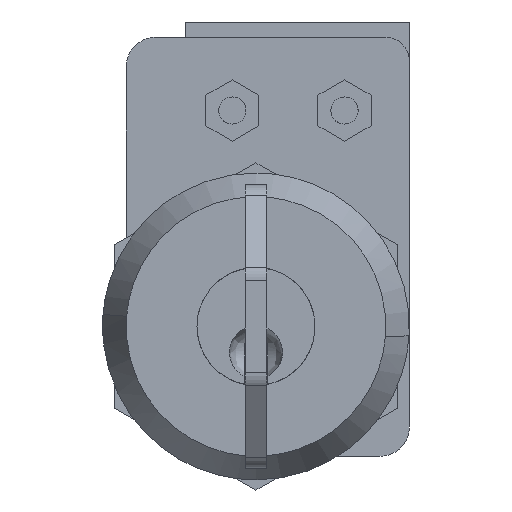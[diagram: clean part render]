
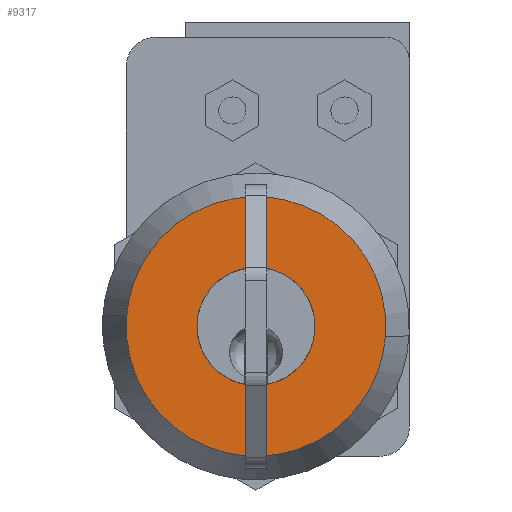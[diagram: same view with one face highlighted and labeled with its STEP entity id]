
A CAD part, front view. The second image highlights one B-rep face of the part: STEP entity #9317.
In plain terms, the highlighted free-form (B-spline) face has degree [1, 1] with [2, 2] control points.
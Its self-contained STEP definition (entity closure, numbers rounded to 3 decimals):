
#8785=CARTESIAN_POINT('',(0.,-4.961,0.621));
#8786=VERTEX_POINT('',#8785);
#8792=CARTESIAN_POINT('',(0.0,0.0,5.0));
#8793=VERTEX_POINT('',#8792);
#8794=CARTESIAN_POINT('',(0.,-4.961,0.621));
#8795=CARTESIAN_POINT('',(0.0,-4.413,5.));
#8796=CARTESIAN_POINT('',(0.0,0.0,5.0));
#8804=(BOUNDED_CURVE()B_SPLINE_CURVE(2,(#8794,#8795,#8796),.UNSPECIFIED.,.F.,.U.)B_SPLINE_CURVE_WITH_KNOTS((3,3),(0.271,0.5),.UNSPECIFIED.)CURVE()GEOMETRIC_REPRESENTATION_ITEM()RATIONAL_B_SPLINE_CURVE((0.954,0.732,1.0))REPRESENTATION_ITEM(''));
#8805=EDGE_CURVE('',#8786,#8793,#8804,.T.);
#8807=CARTESIAN_POINT('',(0.,5.,-0.044));
#8808=VERTEX_POINT('',#8807);
#8809=CARTESIAN_POINT('',(0.0,0.0,5.0));
#8810=CARTESIAN_POINT('',(0.0,5.,5.));
#8811=CARTESIAN_POINT('',(0.0,5.0,0.0));
#8812=CARTESIAN_POINT('',(0.0,5.0,-0.022));
#8813=CARTESIAN_POINT('',(0.,5.,-0.044));
#8821=(BOUNDED_CURVE()B_SPLINE_CURVE(2,(#8809,#8810,#8811,#8812,#8813),.UNSPECIFIED.,.F.,.U.)B_SPLINE_CURVE_WITH_KNOTS((3,2,3),(0.5,0.75,0.752),.UNSPECIFIED.)CURVE()GEOMETRIC_REPRESENTATION_ITEM()RATIONAL_B_SPLINE_CURVE((1.0,0.707,1.0,0.998,0.996))REPRESENTATION_ITEM(''));
#8822=EDGE_CURVE('',#8793,#8808,#8821,.T.);
#8902=CARTESIAN_POINT('',(0.0,0.0,-5.0));
#8903=VERTEX_POINT('',#8902);
#8904=CARTESIAN_POINT('',(0.,5.,-0.044));
#8905=CARTESIAN_POINT('',(0.0,4.957,-5.0));
#8906=CARTESIAN_POINT('',(0.0,0.0,-5.0));
#8914=(BOUNDED_CURVE()B_SPLINE_CURVE(2,(#8904,#8905,#8906),.UNSPECIFIED.,.F.,.U.)B_SPLINE_CURVE_WITH_KNOTS((3,3),(0.752,1.0),.UNSPECIFIED.)CURVE()GEOMETRIC_REPRESENTATION_ITEM()RATIONAL_B_SPLINE_CURVE((0.996,0.709,1.0))REPRESENTATION_ITEM(''));
#8915=EDGE_CURVE('',#8808,#8903,#8914,.T.);
#8917=CARTESIAN_POINT('',(0.0,0.0,-5.0));
#8918=CARTESIAN_POINT('',(0.0,-5.,-5.));
#8919=CARTESIAN_POINT('',(0.0,-5.0,0.0));
#8920=CARTESIAN_POINT('',(0.0,-5.,0.312));
#8921=CARTESIAN_POINT('',(0.,-4.961,0.621));
#8929=(BOUNDED_CURVE()B_SPLINE_CURVE(2,(#8917,#8918,#8919,#8920,#8921),.UNSPECIFIED.,.F.,.U.)B_SPLINE_CURVE_WITH_KNOTS((3,2,3),(0.0,0.25,0.271),.UNSPECIFIED.)CURVE()GEOMETRIC_REPRESENTATION_ITEM()RATIONAL_B_SPLINE_CURVE((1.0,0.707,1.0,0.975,0.954))REPRESENTATION_ITEM(''));
#8930=EDGE_CURVE('',#8903,#8786,#8929,.T.);
#9156=CARTESIAN_POINT('',(0.,10.966,0.863));
#9157=VERTEX_POINT('',#9156);
#9163=CARTESIAN_POINT('',(0.0,0.0,11.));
#9164=VERTEX_POINT('',#9163);
#9165=CARTESIAN_POINT('',(0.0,0.0,11.));
#9166=CARTESIAN_POINT('',(0.0,10.168,11.));
#9167=CARTESIAN_POINT('',(0.,10.966,0.863));
#9175=(BOUNDED_CURVE()B_SPLINE_CURVE(2,(#9165,#9166,#9167),.UNSPECIFIED.,.F.,.U.)B_SPLINE_CURVE_WITH_KNOTS((3,3),(0.0,0.236),.UNSPECIFIED.)CURVE()GEOMETRIC_REPRESENTATION_ITEM()RATIONAL_B_SPLINE_CURVE((1.0,0.723,0.97))REPRESENTATION_ITEM(''));
#9176=EDGE_CURVE('',#9164,#9157,#9175,.T.);
#9178=CARTESIAN_POINT('',(0.,-10.966,-0.863));
#9179=VERTEX_POINT('',#9178);
#9180=CARTESIAN_POINT('',(0.,-10.966,-0.863));
#9181=CARTESIAN_POINT('',(0.0,-11.,-0.432));
#9182=CARTESIAN_POINT('',(0.0,-11.,0.0));
#9183=CARTESIAN_POINT('',(0.0,-11.,11.));
#9184=CARTESIAN_POINT('',(0.0,0.0,11.));
#9192=(BOUNDED_CURVE()B_SPLINE_CURVE(2,(#9180,#9181,#9182,#9183,#9184),.UNSPECIFIED.,.F.,.U.)B_SPLINE_CURVE_WITH_KNOTS((3,2,3),(0.736,0.75,1.0),.UNSPECIFIED.)CURVE()GEOMETRIC_REPRESENTATION_ITEM()RATIONAL_B_SPLINE_CURVE((0.97,0.984,1.0,0.707,1.0))REPRESENTATION_ITEM(''));
#9193=EDGE_CURVE('',#9179,#9164,#9192,.T.);
#9230=CARTESIAN_POINT('',(0.0,0.0,-11.));
#9231=VERTEX_POINT('',#9230);
#9232=CARTESIAN_POINT('',(0.0,0.0,-11.));
#9233=CARTESIAN_POINT('',(0.0,-10.168,-11.));
#9234=CARTESIAN_POINT('',(0.,-10.966,-0.863));
#9242=(BOUNDED_CURVE()B_SPLINE_CURVE(2,(#9232,#9233,#9234),.UNSPECIFIED.,.F.,.U.)B_SPLINE_CURVE_WITH_KNOTS((3,3),(0.5,0.736),.UNSPECIFIED.)CURVE()GEOMETRIC_REPRESENTATION_ITEM()RATIONAL_B_SPLINE_CURVE((1.0,0.723,0.97))REPRESENTATION_ITEM(''));
#9243=EDGE_CURVE('',#9231,#9179,#9242,.T.);
#9245=CARTESIAN_POINT('',(0.,10.966,0.863));
#9246=CARTESIAN_POINT('',(0.0,11.,0.432));
#9247=CARTESIAN_POINT('',(0.0,11.,0.0));
#9248=CARTESIAN_POINT('',(0.0,11.,-11.));
#9249=CARTESIAN_POINT('',(0.0,0.0,-11.));
#9257=(BOUNDED_CURVE()B_SPLINE_CURVE(2,(#9245,#9246,#9247,#9248,#9249),.UNSPECIFIED.,.F.,.U.)B_SPLINE_CURVE_WITH_KNOTS((3,2,3),(0.236,0.25,0.5),.UNSPECIFIED.)CURVE()GEOMETRIC_REPRESENTATION_ITEM()RATIONAL_B_SPLINE_CURVE((0.97,0.984,1.0,0.707,1.0))REPRESENTATION_ITEM(''));
#9258=EDGE_CURVE('',#9157,#9231,#9257,.T.);
#9300=CARTESIAN_POINT('',(0.0,-12.096,-12.099));
#9301=CARTESIAN_POINT('',(0.0,-12.096,12.099));
#9302=CARTESIAN_POINT('',(0.0,12.096,-12.099));
#9303=CARTESIAN_POINT('',(0.0,12.096,12.099));
#9304=B_SPLINE_SURFACE_WITH_KNOTS('',1,1,((#9300,#9302),(#9301,#9303)),.UNSPECIFIED.,.F.,.F.,.U.,(2,2),(2,2),(0.0,24.198),(0.0,24.191),.UNSPECIFIED.);
#9305=ORIENTED_EDGE('',*,*,#9176,.T.);
#9306=ORIENTED_EDGE('',*,*,#9258,.T.);
#9307=ORIENTED_EDGE('',*,*,#9243,.T.);
#9308=ORIENTED_EDGE('',*,*,#9193,.T.);
#9309=EDGE_LOOP('',(#9305,#9306,#9307,#9308));
#9310=FACE_OUTER_BOUND('',#9309,.T.);
#9311=ORIENTED_EDGE('',*,*,#8822,.F.);
#9312=ORIENTED_EDGE('',*,*,#8805,.F.);
#9313=ORIENTED_EDGE('',*,*,#8930,.F.);
#9314=ORIENTED_EDGE('',*,*,#8915,.F.);
#9315=EDGE_LOOP('',(#9311,#9312,#9313,#9314));
#9316=FACE_BOUND('',#9315,.T.);
#9317=ADVANCED_FACE('',(#9310,#9316),#9304,.T.);
